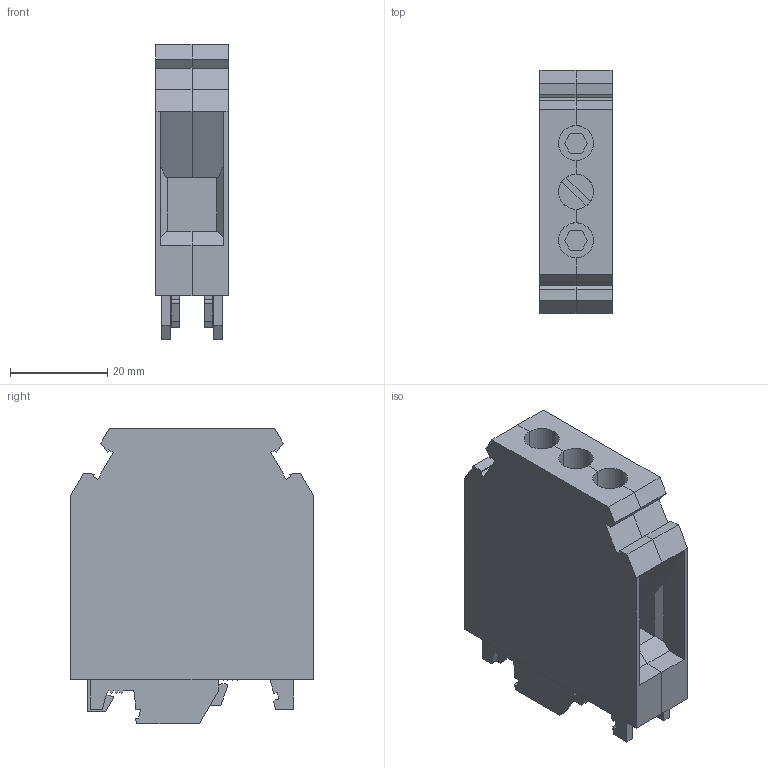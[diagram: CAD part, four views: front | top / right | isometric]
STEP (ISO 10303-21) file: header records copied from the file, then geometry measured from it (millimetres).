
FILE_DESCRIPTION(('Creo Elements/Direct Modeling STEP Export'),'2;1');
FILE_NAME('model.stp','2018-03-17T 8:50:33',(''),(''),'Creo Elements/Direct Modeling STEP processor for AP214 (Solid Model)','Creo Elements/Direct Modeling 18.1I 14-Aug-2016 (C) Parametric Technology GmbH','');
FILE_SCHEMA(('AUTOMOTIVE_DESIGN { 1 0 10303 214 1 1 1 1 }'));
Length unit declared in the file: millimetre
Products named in the file (2): USLKG_35-IB-select
Assembly tree (1 placements, depth 2):
  USLKG_35-IB-select
    USLKG_35-IB-select
Bounding box: 15 x 50 x 60.9 mm (x, y, z)
Volume: 29161.3 mm3; surface area: 12151.9 mm2
Topology: 1 solids, 1 shells, 240 faces, 623 edges, 403 vertices
Faces by surface type: plane 226, cylinder 14
Entity records: 8560 total; most frequent: ORIENTED_EDGE 1246, CARTESIAN_POINT 1143, DIRECTION 946, EDGE_CURVE 623, VECTOR 534, LINE 534, VERTEX_POINT 403, EDGE_LOOP 258
